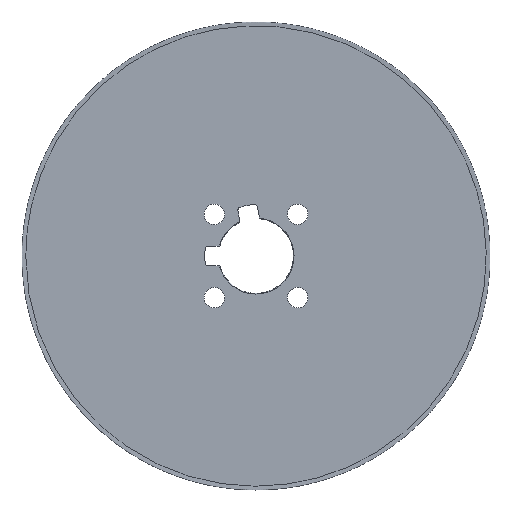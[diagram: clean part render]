
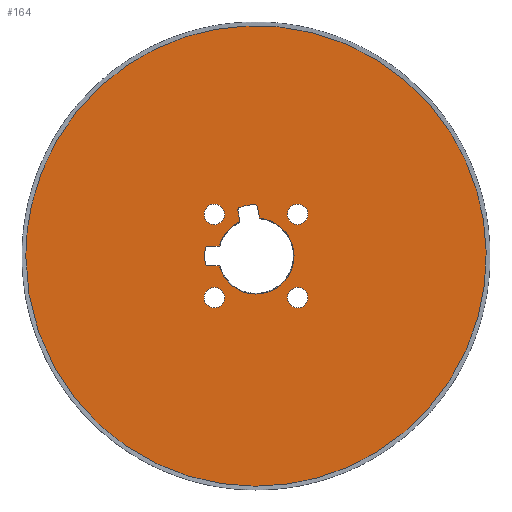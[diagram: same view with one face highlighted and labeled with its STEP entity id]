
A CAD part, top view. The second image highlights one B-rep face of the part: STEP entity #164.
In plain terms, the highlighted planar face has unit normal (0, 0, 1).
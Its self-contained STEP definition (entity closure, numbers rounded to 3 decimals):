
#164=ADVANCED_FACE('TB_SU_5',(#205,#206,#207,#208,#209,#210),#199,.T.);
#199=PLANE('',#965);
#205=FACE_BOUND('',#235,.T.);
#206=FACE_BOUND('',#236,.T.);
#207=FACE_BOUND('',#237,.T.);
#208=FACE_BOUND('',#238,.T.);
#209=FACE_BOUND('',#239,.T.);
#210=FACE_BOUND('',#240,.T.);
#235=EDGE_LOOP('',(#337,#338,#339,#340,#341,#342,#343,#344,#345,#346,#347,
#348,#349,#350,#351,#352,#353,#354));
#236=EDGE_LOOP('',(#355));
#237=EDGE_LOOP('',(#356));
#238=EDGE_LOOP('',(#357));
#239=EDGE_LOOP('',(#358));
#240=EDGE_LOOP('',(#359));
#289=LINE('',#1326,#313);
#290=LINE('',#1334,#314);
#291=LINE('',#1346,#315);
#292=LINE('',#1354,#316);
#313=VECTOR('',#1083,1.);
#314=VECTOR('',#1090,1.);
#315=VECTOR('',#1101,1.);
#316=VECTOR('',#1108,1.);
#337=ORIENTED_EDGE('',*,*,#571,.F.);
#338=ORIENTED_EDGE('',*,*,#572,.T.);
#339=ORIENTED_EDGE('',*,*,#573,.T.);
#340=ORIENTED_EDGE('',*,*,#574,.F.);
#341=ORIENTED_EDGE('',*,*,#575,.T.);
#342=ORIENTED_EDGE('',*,*,#576,.F.);
#343=ORIENTED_EDGE('',*,*,#577,.T.);
#344=ORIENTED_EDGE('',*,*,#578,.T.);
#345=ORIENTED_EDGE('',*,*,#579,.F.);
#346=ORIENTED_EDGE('',*,*,#580,.F.);
#347=ORIENTED_EDGE('',*,*,#581,.F.);
#348=ORIENTED_EDGE('',*,*,#582,.T.);
#349=ORIENTED_EDGE('',*,*,#583,.T.);
#350=ORIENTED_EDGE('',*,*,#584,.F.);
#351=ORIENTED_EDGE('',*,*,#585,.T.);
#352=ORIENTED_EDGE('',*,*,#586,.F.);
#353=ORIENTED_EDGE('',*,*,#587,.T.);
#354=ORIENTED_EDGE('',*,*,#588,.T.);
#355=ORIENTED_EDGE('',*,*,#589,.T.);
#356=ORIENTED_EDGE('',*,*,#590,.T.);
#357=ORIENTED_EDGE('',*,*,#591,.T.);
#358=ORIENTED_EDGE('',*,*,#592,.T.);
#359=ORIENTED_EDGE('',*,*,#593,.T.);
#509=VERTEX_POINT('',#1322);
#510=VERTEX_POINT('',#1323);
#511=VERTEX_POINT('',#1325);
#512=VERTEX_POINT('',#1327);
#513=VERTEX_POINT('',#1329);
#514=VERTEX_POINT('',#1331);
#515=VERTEX_POINT('',#1333);
#516=VERTEX_POINT('',#1335);
#517=VERTEX_POINT('',#1337);
#518=VERTEX_POINT('',#1339);
#519=VERTEX_POINT('',#1341);
#520=VERTEX_POINT('',#1343);
#521=VERTEX_POINT('',#1345);
#522=VERTEX_POINT('',#1347);
#523=VERTEX_POINT('',#1349);
#524=VERTEX_POINT('',#1351);
#525=VERTEX_POINT('',#1353);
#526=VERTEX_POINT('',#1355);
#527=VERTEX_POINT('',#1358);
#528=VERTEX_POINT('',#1360);
#529=VERTEX_POINT('',#1362);
#530=VERTEX_POINT('',#1364);
#531=VERTEX_POINT('',#1366);
#571=EDGE_CURVE('',#509,#510,#657,.T.);
#572=EDGE_CURVE('',#509,#511,#658,.T.);
#573=EDGE_CURVE('',#511,#512,#289,.T.);
#574=EDGE_CURVE('',#513,#512,#659,.T.);
#575=EDGE_CURVE('',#513,#514,#660,.T.);
#576=EDGE_CURVE('',#515,#514,#661,.T.);
#577=EDGE_CURVE('',#515,#516,#290,.T.);
#578=EDGE_CURVE('',#516,#517,#662,.T.);
#579=EDGE_CURVE('',#518,#517,#663,.T.);
#580=EDGE_CURVE('',#519,#518,#664,.T.);
#581=EDGE_CURVE('',#520,#519,#665,.T.);
#582=EDGE_CURVE('',#520,#521,#666,.T.);
#583=EDGE_CURVE('',#521,#522,#291,.T.);
#584=EDGE_CURVE('',#523,#522,#667,.T.);
#585=EDGE_CURVE('',#523,#524,#668,.T.);
#586=EDGE_CURVE('',#525,#524,#669,.T.);
#587=EDGE_CURVE('',#525,#526,#292,.T.);
#588=EDGE_CURVE('',#526,#510,#670,.T.);
#589=EDGE_CURVE('',#527,#527,#671,.T.);
#590=EDGE_CURVE('',#528,#528,#672,.T.);
#591=EDGE_CURVE('',#529,#529,#673,.T.);
#592=EDGE_CURVE('',#530,#530,#674,.T.);
#593=EDGE_CURVE('',#531,#531,#675,.T.);
#657=CIRCLE('',#946,20.306);
#658=CIRCLE('',#947,0.5);
#659=CIRCLE('',#948,1.6);
#660=CIRCLE('',#949,22.);
#661=CIRCLE('',#950,1.6);
#662=CIRCLE('',#951,0.5);
#663=CIRCLE('',#952,20.306);
#664=CIRCLE('',#953,20.306);
#665=CIRCLE('',#954,20.306);
#666=CIRCLE('',#955,0.5);
#667=CIRCLE('',#956,1.6);
#668=CIRCLE('',#957,22.);
#669=CIRCLE('',#958,1.6);
#670=CIRCLE('',#959,0.5);
#671=CIRCLE('',#960,5.511);
#672=CIRCLE('',#961,5.511);
#673=CIRCLE('',#962,123.696);
#674=CIRCLE('',#963,5.511);
#675=CIRCLE('',#964,5.511);
#946=AXIS2_PLACEMENT_3D('',#1321,#1079,#1080);
#947=AXIS2_PLACEMENT_3D('',#1324,#1081,#1082);
#948=AXIS2_PLACEMENT_3D('',#1328,#1084,#1085);
#949=AXIS2_PLACEMENT_3D('',#1330,#1086,#1087);
#950=AXIS2_PLACEMENT_3D('',#1332,#1088,#1089);
#951=AXIS2_PLACEMENT_3D('',#1336,#1091,#1092);
#952=AXIS2_PLACEMENT_3D('',#1338,#1093,#1094);
#953=AXIS2_PLACEMENT_3D('',#1340,#1095,#1096);
#954=AXIS2_PLACEMENT_3D('',#1342,#1097,#1098);
#955=AXIS2_PLACEMENT_3D('',#1344,#1099,#1100);
#956=AXIS2_PLACEMENT_3D('',#1348,#1102,#1103);
#957=AXIS2_PLACEMENT_3D('',#1350,#1104,#1105);
#958=AXIS2_PLACEMENT_3D('',#1352,#1106,#1107);
#959=AXIS2_PLACEMENT_3D('',#1356,#1109,#1110);
#960=AXIS2_PLACEMENT_3D('',#1357,#1111,#1112);
#961=AXIS2_PLACEMENT_3D('',#1359,#1113,#1114);
#962=AXIS2_PLACEMENT_3D('',#1361,#1115,#1116);
#963=AXIS2_PLACEMENT_3D('',#1363,#1117,#1118);
#964=AXIS2_PLACEMENT_3D('',#1365,#1119,#1120);
#965=AXIS2_PLACEMENT_3D('',#1367,#1121,#1122);
#1079=DIRECTION('',(0.,0.,1.));
#1080=DIRECTION('',(-0.292,-0.956,0.));
#1081=DIRECTION('',(0.,0.,1.));
#1082=DIRECTION('',(-0.292,-0.956,0.));
#1083=DIRECTION('',(-0.174,0.985,0.));
#1084=DIRECTION('',(0.,0.,1.));
#1085=DIRECTION('',(-0.292,-0.956,0.));
#1086=DIRECTION('',(0.,0.,-1.));
#1087=DIRECTION('',(-0.292,-0.956,0.));
#1088=DIRECTION('',(0.,0.,1.));
#1089=DIRECTION('',(-0.292,-0.956,0.));
#1090=DIRECTION('',(0.174,-0.985,0.));
#1091=DIRECTION('',(0.,0.,1.));
#1092=DIRECTION('',(-0.292,-0.956,0.));
#1093=DIRECTION('',(0.,0.,1.));
#1094=DIRECTION('',(-0.292,-0.956,0.));
#1095=DIRECTION('',(0.,0.,1.));
#1096=DIRECTION('',(-0.292,-0.956,0.));
#1097=DIRECTION('',(0.,0.,1.));
#1098=DIRECTION('',(-0.292,-0.956,0.));
#1099=DIRECTION('',(0.,0.,1.));
#1100=DIRECTION('',(-0.292,-0.956,0.));
#1101=DIRECTION('',(-1.,0.,0.));
#1102=DIRECTION('',(0.,0.,1.));
#1103=DIRECTION('',(-0.292,-0.956,0.));
#1104=DIRECTION('',(0.,0.,-1.));
#1105=DIRECTION('',(-0.292,-0.956,0.));
#1106=DIRECTION('',(0.,0.,1.));
#1107=DIRECTION('',(-0.292,-0.956,0.));
#1108=DIRECTION('',(1.,0.,0.));
#1109=DIRECTION('',(0.,0.,1.));
#1110=DIRECTION('',(-0.292,-0.956,0.));
#1111=DIRECTION('',(0.,0.,-1.));
#1112=DIRECTION('',(-0.292,-0.956,0.));
#1113=DIRECTION('',(0.,0.,-1.));
#1114=DIRECTION('',(-0.292,-0.956,0.));
#1115=DIRECTION('',(0.,0.,1.));
#1116=DIRECTION('',(-0.292,-0.956,0.));
#1117=DIRECTION('',(0.,0.,-1.));
#1118=DIRECTION('',(-0.292,-0.956,0.));
#1119=DIRECTION('',(0.,0.,-1.));
#1120=DIRECTION('',(-0.292,-0.956,0.));
#1121=DIRECTION('',(0.,0.,1.));
#1122=DIRECTION('',(-0.292,-0.956,0.));
#1321=CARTESIAN_POINT('',(0.,0.,0.));
#1322=CARTESIAN_POINT('',(-8.651,18.371,0.));
#1323=CARTESIAN_POINT('',(-19.595,5.329,0.));
#1324=CARTESIAN_POINT('',(-9.15,18.349,0.));
#1325=CARTESIAN_POINT('',(-8.658,18.436,0.));
#1326=CARTESIAN_POINT('',(-8.983,20.28,0.));
#1327=CARTESIAN_POINT('',(-9.672,24.189,0.));
#1328=CARTESIAN_POINT('',(-8.097,24.466,0.));
#1329=CARTESIAN_POINT('',(-8.657,25.965,0.));
#1330=CARTESIAN_POINT('',(-0.945,5.361,0.));
#1331=CARTESIAN_POINT('',(-0.745,27.36,0.));
#1332=CARTESIAN_POINT('',(-0.76,25.76,0.));
#1333=CARTESIAN_POINT('',(0.816,26.038,0.));
#1334=CARTESIAN_POINT('',(1.505,22.129,0.));
#1335=CARTESIAN_POINT('',(1.83,20.285,0.));
#1336=CARTESIAN_POINT('',(2.323,20.372,0.));
#1337=CARTESIAN_POINT('',(1.846,20.222,0.));
#1338=CARTESIAN_POINT('',(0.,0.,0.));
#1339=CARTESIAN_POINT('',(20.306,0.,0.));
#1340=CARTESIAN_POINT('',(0.,0.,0.));
#1341=CARTESIAN_POINT('',(0.,-20.306,0.));
#1342=CARTESIAN_POINT('',(0.,0.,0.));
#1343=CARTESIAN_POINT('',(-19.595,-5.329,0.));
#1344=CARTESIAN_POINT('',(-19.659,-5.825,0.));
#1345=CARTESIAN_POINT('',(-19.659,-5.325,0.));
#1346=CARTESIAN_POINT('',(-123.996,-5.325,0.));
#1347=CARTESIAN_POINT('',(-25.501,-5.325,0.));
#1348=CARTESIAN_POINT('',(-25.501,-3.725,0.));
#1349=CARTESIAN_POINT('',(-27.074,-4.017,0.));
#1350=CARTESIAN_POINT('',(-5.444,0.,0.));
#1351=CARTESIAN_POINT('',(-27.074,4.017,0.));
#1352=CARTESIAN_POINT('',(-25.501,3.725,0.));
#1353=CARTESIAN_POINT('',(-25.501,5.325,0.));
#1354=CARTESIAN_POINT('',(-123.996,5.325,0.));
#1355=CARTESIAN_POINT('',(-19.659,5.325,0.));
#1356=CARTESIAN_POINT('',(-19.659,5.825,0.));
#1357=CARTESIAN_POINT('',(-22.274,-22.274,0.));
#1358=CARTESIAN_POINT('',(-23.885,-27.544,0.));
#1359=CARTESIAN_POINT('',(22.274,-22.274,0.));
#1360=CARTESIAN_POINT('',(20.663,-27.544,0.));
#1361=CARTESIAN_POINT('',(0.,0.,0.));
#1362=CARTESIAN_POINT('',(-36.165,-118.291,0.));
#1363=CARTESIAN_POINT('',(22.274,22.274,0.));
#1364=CARTESIAN_POINT('',(20.663,17.004,0.));
#1365=CARTESIAN_POINT('',(-22.274,22.274,0.));
#1366=CARTESIAN_POINT('',(-23.885,17.004,0.));
#1367=CARTESIAN_POINT('',(-123.996,0.,0.));
